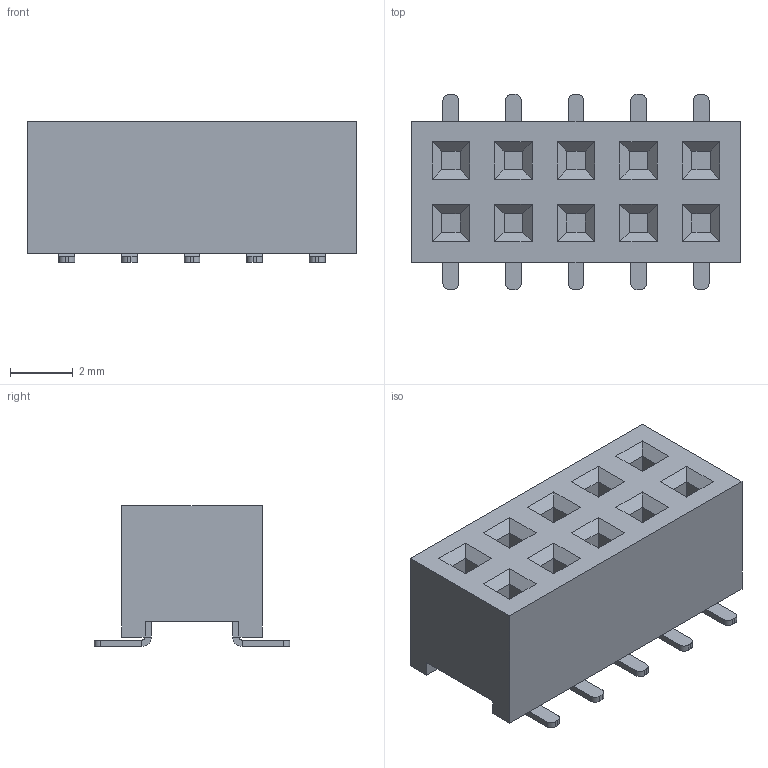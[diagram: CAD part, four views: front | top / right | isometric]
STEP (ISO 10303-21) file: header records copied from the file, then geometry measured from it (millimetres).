
FILE_DESCRIPTION (( 'STEP AP214' ), '1' );
FILE_NAME ('HDR2.0-2x5 SMD H4.5.STEP', '2022-12-11T09:16:24', ( '' ), ( '' ), 'SwSTEP 2.0', 'SolidWorks 2022', '' );
FILE_SCHEMA (( 'AUTOMOTIVE_DESIGN' ));
Length unit declared in the file: millimetre
Products named in the file (1): HDR2.0-2x5 SMD H4.5
Bounding box: 10.5 x 6.25 x 4.5 mm (x, y, z)
Volume: 172.8 mm3; surface area: 324.3 mm2
Topology: 1 solids, 1 shells, 250 faces, 574 edges, 336 vertices
Faces by surface type: plane 210, cylinder 40
Entity records: 8372 total; most frequent: CARTESIAN_POINT 1161, DIRECTION 1156, ORIENTED_EDGE 1148, EDGE_CURVE 574, VECTOR 494, LINE 494, VERTEX_POINT 336, AXIS2_PLACEMENT_3D 331
